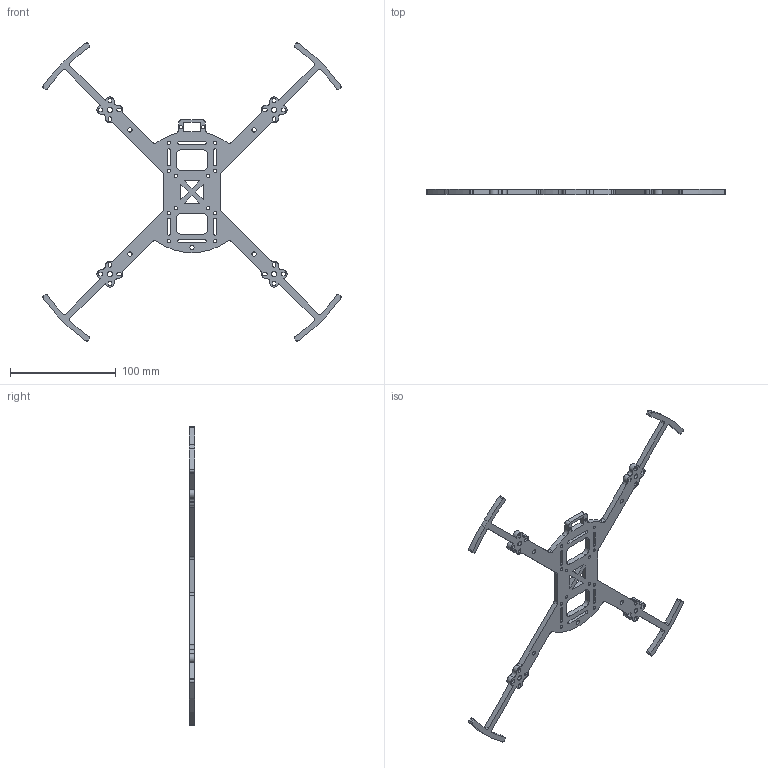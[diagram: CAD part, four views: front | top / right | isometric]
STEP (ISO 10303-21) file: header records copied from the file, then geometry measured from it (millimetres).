
FILE_DESCRIPTION (( 'STEP AP214' ), '1' );
FILE_NAME ('Airframe BIOCIA.STEP', '2024-03-11T10:42:56', ( '' ), ( '' ), 'SwSTEP 2.0', 'SolidWorks 2021', '' );
FILE_SCHEMA (( 'AUTOMOTIVE_DESIGN' ));
Length unit declared in the file: millimetre
Products named in the file (1): Airframe BIOCIA
Bounding box: 282.28 x 5 x 282.28 mm (x, y, z)
Volume: 56244.6 mm3; surface area: 36830 mm2
Topology: 1 solids, 1 shells, 340 faces, 1004 edges, 666 vertices
Faces by surface type: cylinder 213, plane 117, cone 10
Entity records: 11766 total; most frequent: DIRECTION 2122, CARTESIAN_POINT 2011, ORIENTED_EDGE 2008, EDGE_CURVE 1004, AXIS2_PLACEMENT_3D 777, VERTEX_POINT 666, VECTOR 568, LINE 568
